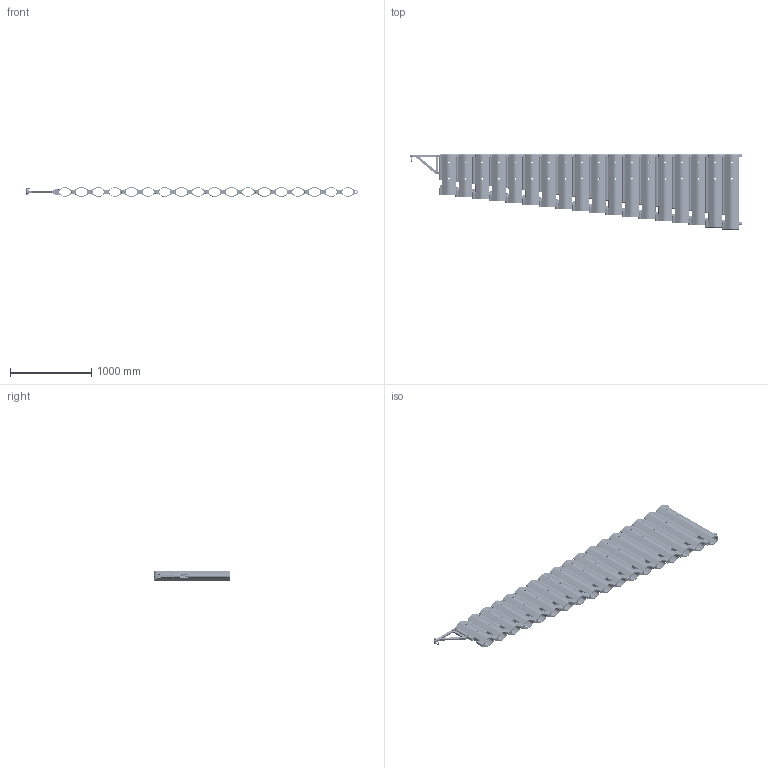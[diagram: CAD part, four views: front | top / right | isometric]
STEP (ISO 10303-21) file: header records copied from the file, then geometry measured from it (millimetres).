
FILE_DESCRIPTION (( 'STEP AP203' ), '1' );
FILE_NAME ('JF-350-4.STEP', '2017-06-06T11:57:48', ( 'bruger' ), ( '' ), 'SwSTEP 2.0', 'SolidWorks 2016', '' );
FILE_SCHEMA (( 'CONFIG_CONTROL_DESIGN' ));
Length unit declared in the file: millimetre
Products named in the file (32): 8247100 Hinge; 911410208; 911410216; 150 V2; 8247100 Hinge V2; 911410207; 911410215; JF-350-4; Rubber Bumber; 911410206; 911410214; 911410250 short; 911410205; 911410213; 911410221; 911410253_D‚faut; 911410204; 911410212; 911410220; 911410254_D‚faut; 911410250; 911410211; 911410219; 911410255_D‚faut; 911410257; 911410210; 911410218; 911410256_D‚faut; 8247100 Body V2; 911410209; 911410217; 911410136_D‚faut
Assembly tree (101 placements, depth 4):
  JF-350-4
    911410221
    911410220
    911410219
    911410218
    911410217
    911410216
    911410215
    911410214
    911410213
    911410212
    911410211
    911410210
    911410209
    911410208
    911410207
    911410206
    911410205
    911410204
    911410250  x36
    911410257  x36
    150 V2
      8247100 Body V2
      8247100 Hinge
      8247100 Hinge V2
      Rubber Bumber
      911410250 short
      911410136_D‚faut
        911410253_D‚faut
        911410254_D‚faut
        911410255_D‚faut
        911410256_D‚faut
Bounding box: 4089.5 x 925 x 125.01 mm (x, y, z)
Volume: 80923104.2 mm3; surface area: 13400804.6 mm2
Topology: 99 solids, 99 shells, 5164 faces, 12554 edges, 7339 vertices
Faces by surface type: cylinder 1808, plane 1110, cone 786, bspline 771, torus 689
Entity records: 308104 total; most frequent: CARTESIAN_POINT 201130, ORIENTED_EDGE 22144, DIRECTION 20376, EDGE_CURVE 11072, AXIS2_PLACEMENT_3D 8059, VERTEX_POINT 6569, EDGE_LOOP 4815, ADVANCED_FACE 4499
